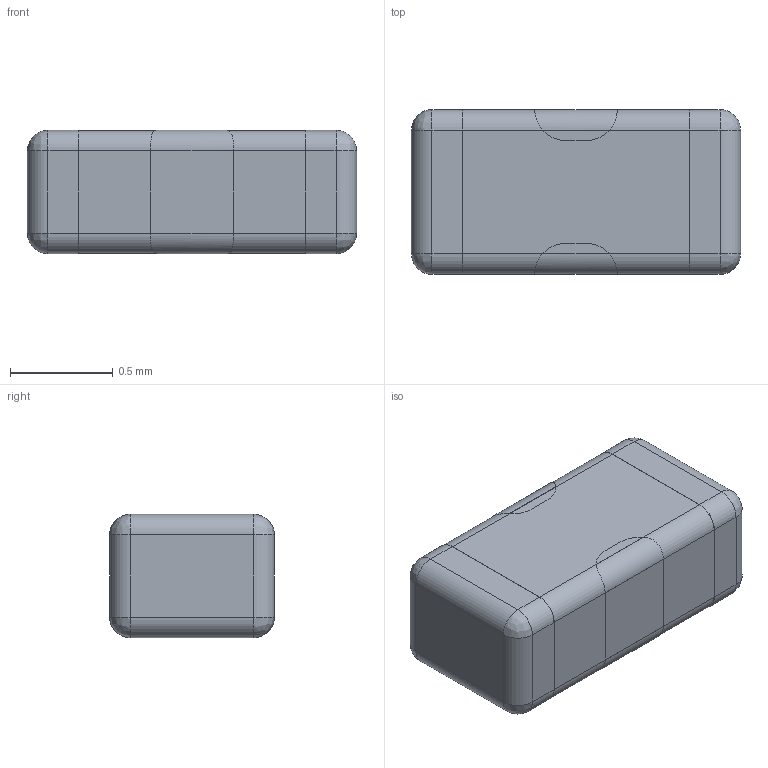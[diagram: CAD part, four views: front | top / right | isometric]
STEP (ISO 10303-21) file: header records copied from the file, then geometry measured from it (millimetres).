
FILE_DESCRIPTION (( 'STEP AP214' ), '1' );
FILE_NAME ('User Library-Murata_NFM18PC_2Amp.STEP', '2023-11-20T17:56:48', ( '' ), ( '' ), 'SwSTEP 2.0', 'SolidWorks 2022', '' );
FILE_SCHEMA (( 'AUTOMOTIVE_DESIGN' ));
Length unit declared in the file: centimetre
Products named in the file (3): Murata_NFM_terminals; Murata_NFM_body; User Library-Murata_NFM18PC_2Amp
Assembly tree (2 placements, depth 2):
  User Library-Murata_NFM18PC_2Amp
    Murata_NFM_body
    Murata_NFM_terminals
Bounding box: 1.6 x 0.8 x 0.6 mm (x, y, z)
Surface area: 9.4 mm2
Topology: 2 solids, 2 shells, 70 faces, 184 edges, 112 vertices
Faces by surface type: plane 34, cylinder 28, bspline 8
Entity records: 3192 total; most frequent: CARTESIAN_POINT 627, DIRECTION 366, ORIENTED_EDGE 352, EDGE_CURVE 176, AXIS2_PLACEMENT_3D 131, VERTEX_POINT 112, VECTOR 104, LINE 104
